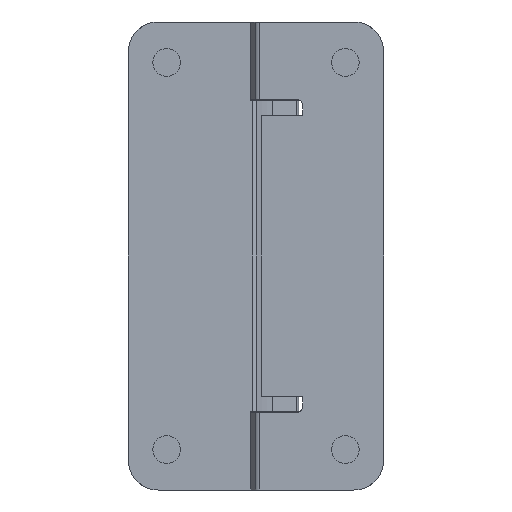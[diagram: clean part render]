
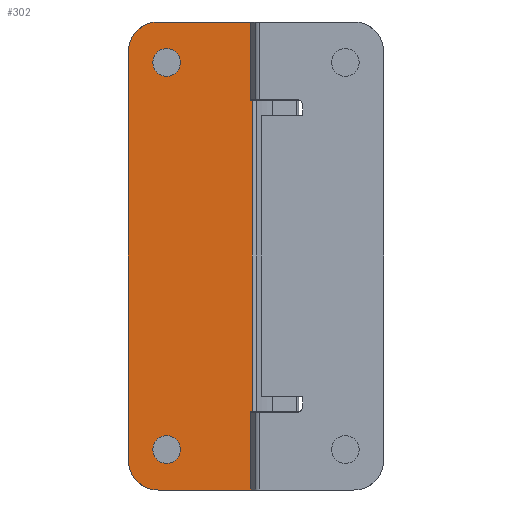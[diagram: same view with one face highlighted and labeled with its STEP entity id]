
A CAD part, front view. The second image highlights one B-rep face of the part: STEP entity #302.
In plain terms, the highlighted planar face has unit normal (0, -1, 0).
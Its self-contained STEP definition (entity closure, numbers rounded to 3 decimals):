
#302 = ADVANCED_FACE( '', ( #652, #653, #654 ), #655, .F. );
#652 = FACE_BOUND( '', #1070, .T. );
#653 = FACE_BOUND( '', #1071, .T. );
#654 = FACE_OUTER_BOUND( '', #1072, .T. );
#655 = PLANE( '', #1073 );
#1070 = EDGE_LOOP( '', ( #1753 ) );
#1071 = EDGE_LOOP( '', ( #1754 ) );
#1072 = EDGE_LOOP( '', ( #1755, #1756, #1757, #1758, #1759, #1760, #1761, #1762, #1763, #1764 ) );
#1073 = AXIS2_PLACEMENT_3D( '', #1765, #1766, #1767 );
#1753 = ORIENTED_EDGE( '', *, *, #2605, .T. );
#1754 = ORIENTED_EDGE( '', *, *, #2480, .T. );
#1755 = ORIENTED_EDGE( '', *, *, #2411, .T. );
#1756 = ORIENTED_EDGE( '', *, *, #2606, .F. );
#1757 = ORIENTED_EDGE( '', *, *, #2607, .T. );
#1758 = ORIENTED_EDGE( '', *, *, #2608, .F. );
#1759 = ORIENTED_EDGE( '', *, *, #2609, .F. );
#1760 = ORIENTED_EDGE( '', *, *, #2419, .T. );
#1761 = ORIENTED_EDGE( '', *, *, #2610, .F. );
#1762 = ORIENTED_EDGE( '', *, *, #2378, .T. );
#1763 = ORIENTED_EDGE( '', *, *, #2581, .T. );
#1764 = ORIENTED_EDGE( '', *, *, #2611, .T. );
#1765 = CARTESIAN_POINT( '', ( -30., 0., 55. ) );
#1766 = DIRECTION( '', ( 0., 1., 0. ) );
#1767 = DIRECTION( '', ( 0., 0., 1. ) );
#2378 = EDGE_CURVE( '', #2799, #2806, #2808, .F. );
#2411 = EDGE_CURVE( '', #2867, #2865, #2868, .T. );
#2419 = EDGE_CURVE( '', #2880, #2877, #2881, .T. );
#2480 = EDGE_CURVE( '', #2985, #2985, #2986, .T. );
#2581 = EDGE_CURVE( '', #2806, #3143, #3145, .T. );
#2605 = EDGE_CURVE( '', #3180, #3180, #3181, .T. );
#2606 = EDGE_CURVE( '', #3182, #2865, #3183, .T. );
#2607 = EDGE_CURVE( '', #3182, #3184, #3185, .T. );
#2608 = EDGE_CURVE( '', #3186, #3184, #3187, .T. );
#2609 = EDGE_CURVE( '', #2880, #3186, #3188, .T. );
#2610 = EDGE_CURVE( '', #2799, #2877, #3189, .T. );
#2611 = EDGE_CURVE( '', #3143, #2867, #3190, .F. );
#2799 = VERTEX_POINT( '', #3432 );
#2806 = VERTEX_POINT( '', #3449 );
#2808 = CIRCLE( '', #3452, 7. );
#2865 = VERTEX_POINT( '', #3543 );
#2867 = VERTEX_POINT( '', #3545 );
#2868 = LINE( '', #3546, #3547 );
#2877 = VERTEX_POINT( '', #3558 );
#2880 = VERTEX_POINT( '', #3561 );
#2881 = LINE( '', #3562, #3563 );
#2985 = VERTEX_POINT( '', #3698 );
#2986 = CIRCLE( '', #3699, 3.25 );
#3143 = VERTEX_POINT( '', #3907 );
#3145 = LINE( '', #3910, #3911 );
#3180 = VERTEX_POINT( '', #3956 );
#3181 = CIRCLE( '', #3957, 3.25 );
#3182 = VERTEX_POINT( '', #3958 );
#3183 = LINE( '', #3959, #3960 );
#3184 = VERTEX_POINT( '', #3961 );
#3185 = LINE( '', #3962, #3963 );
#3186 = VERTEX_POINT( '', #3964 );
#3187 = LINE( '', #3965, #3966 );
#3188 = LINE( '', #3967, #3968 );
#3189 = LINE( '', #3969, #3970 );
#3190 = CIRCLE( '', #3971, 7. );
#3432 = CARTESIAN_POINT( '', ( -23., 0., 55. ) );
#3449 = CARTESIAN_POINT( '', ( -30., 0., 48. ) );
#3452 = AXIS2_PLACEMENT_3D( '', #4239, #4240, #4241 );
#3543 = CARTESIAN_POINT( '', ( -1.244, 0., -55. ) );
#3545 = CARTESIAN_POINT( '', ( -23., 0., -55. ) );
#3546 = CARTESIAN_POINT( '', ( -30., 0., -55. ) );
#3547 = VECTOR( '', #4283, 1000. );
#3558 = CARTESIAN_POINT( '', ( -1.244, 0., 55. ) );
#3561 = CARTESIAN_POINT( '', ( -1.244, 0., 36.5 ) );
#3562 = CARTESIAN_POINT( '', ( -1.244, 0., 36.5 ) );
#3563 = VECTOR( '', #4295, 1000. );
#3698 = CARTESIAN_POINT( '', ( -21., 0., 48.75 ) );
#3699 = AXIS2_PLACEMENT_3D( '', #4375, #4376, #4377 );
#3907 = CARTESIAN_POINT( '', ( -30., 0., -48. ) );
#3910 = CARTESIAN_POINT( '', ( -30., 0., 55. ) );
#3911 = VECTOR( '', #4517, 1000. );
#3956 = CARTESIAN_POINT( '', ( -21., 0., -42.25 ) );
#3957 = AXIS2_PLACEMENT_3D( '', #4546, #4547, #4548 );
#3958 = CARTESIAN_POINT( '', ( -1.244, 0., -36.5 ) );
#3959 = CARTESIAN_POINT( '', ( -1.244, 0., -36.5 ) );
#3960 = VECTOR( '', #4549, 1000. );
#3961 = CARTESIAN_POINT( '', ( -0.894, 0., -36.5 ) );
#3962 = CARTESIAN_POINT( '', ( -1.244, 0., -36.5 ) );
#3963 = VECTOR( '', #4550, 1000. );
#3964 = CARTESIAN_POINT( '', ( -0.894, 0., 36.5 ) );
#3965 = CARTESIAN_POINT( '', ( -0.894, 0., 55. ) );
#3966 = VECTOR( '', #4551, 1000. );
#3967 = CARTESIAN_POINT( '', ( -1.244, 0., 36.5 ) );
#3968 = VECTOR( '', #4552, 1000. );
#3969 = CARTESIAN_POINT( '', ( -30., 0., 55. ) );
#3970 = VECTOR( '', #4553, 1000. );
#3971 = AXIS2_PLACEMENT_3D( '', #4554, #4555, #4556 );
#4239 = CARTESIAN_POINT( '', ( -23., 0., 48. ) );
#4240 = DIRECTION( '', ( 0., 1., 0. ) );
#4241 = DIRECTION( '', ( 0., 0., 1. ) );
#4283 = DIRECTION( '', ( 1., 0., 0. ) );
#4295 = DIRECTION( '', ( 0., 0., 1. ) );
#4375 = CARTESIAN_POINT( '', ( -21., 0., 45.5 ) );
#4376 = DIRECTION( '', ( 0., 1., 0. ) );
#4377 = DIRECTION( '', ( 0., 0., 1. ) );
#4517 = DIRECTION( '', ( 0., 0., -1. ) );
#4546 = CARTESIAN_POINT( '', ( -21., 0., -45.5 ) );
#4547 = DIRECTION( '', ( 0., 1., 0. ) );
#4548 = DIRECTION( '', ( 0., 0., 1. ) );
#4549 = DIRECTION( '', ( 0., 0., -1. ) );
#4550 = DIRECTION( '', ( 1., 0., 0. ) );
#4551 = DIRECTION( '', ( 0., 0., -1. ) );
#4552 = DIRECTION( '', ( 1., 0., 0. ) );
#4553 = DIRECTION( '', ( 1., 0., 0. ) );
#4554 = CARTESIAN_POINT( '', ( -23., 0., -48. ) );
#4555 = DIRECTION( '', ( 0., 1., 0. ) );
#4556 = DIRECTION( '', ( 0., 0., 1. ) );
